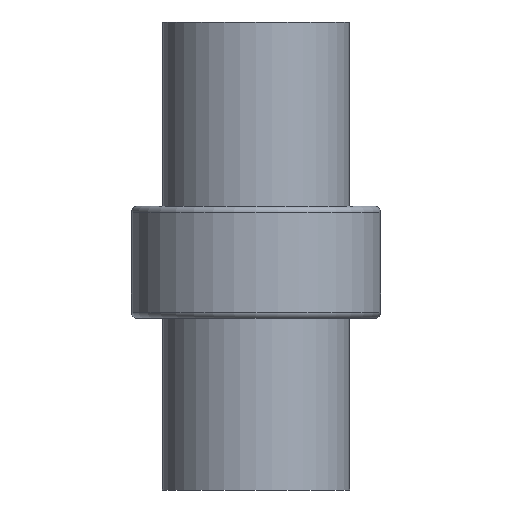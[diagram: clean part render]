
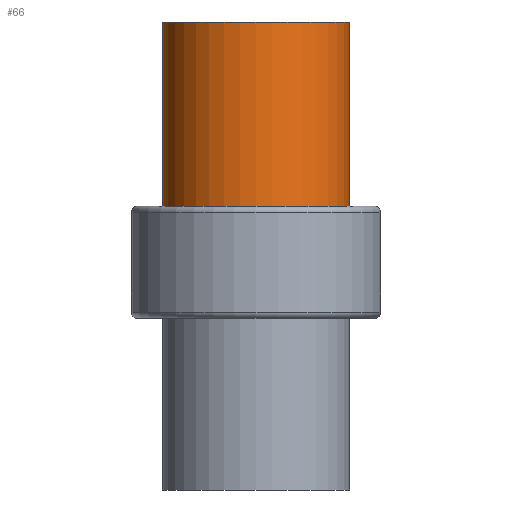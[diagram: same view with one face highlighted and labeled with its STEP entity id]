
A CAD part, left-side view. The second image highlights one B-rep face of the part: STEP entity #66.
In plain terms, the highlighted cylindrical face has radius 30 mm (diameter 60 mm), a full revolution.
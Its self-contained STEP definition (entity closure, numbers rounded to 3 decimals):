
#12 = AXIS2_PLACEMENT_3D ( 'NONE', #769, #148, #258 ) ;
#25 = DIRECTION ( 'NONE',  ( -1., 0., 0. ) ) ;
#66 = ADVANCED_FACE ( 'NONE', ( #431, #533 ), #68, .T. ) ;
#68 = CYLINDRICAL_SURFACE ( 'NONE', #178, 30. ) ;
#72 = AXIS2_PLACEMENT_3D ( 'NONE', #380, #320, #25 ) ;
#110 = EDGE_CURVE ( 'NONE', #559, #559, #706, .T. ) ;
#112 = ORIENTED_EDGE ( 'NONE', *, *, #715, .T. ) ;
#148 = DIRECTION ( 'NONE',  ( 0., 0., 1. ) ) ;
#178 = AXIS2_PLACEMENT_3D ( 'NONE', #314, #245, #544 ) ;
#208 = EDGE_LOOP ( 'NONE', ( #255 ) ) ;
#210 = CIRCLE ( 'NONE', #72, 30. ) ;
#245 = DIRECTION ( 'NONE',  ( 0., 0., 1. ) ) ;
#255 = ORIENTED_EDGE ( 'NONE', *, *, #110, .T. ) ;
#258 = DIRECTION ( 'NONE',  ( 1., 0., 0. ) ) ;
#314 = CARTESIAN_POINT ( 'NONE',  ( 0., 0., -73. ) ) ;
#320 = DIRECTION ( 'NONE',  ( 0., 0., -1. ) ) ;
#349 = CARTESIAN_POINT ( 'NONE',  ( -30., 0., 77. ) ) ;
#380 = CARTESIAN_POINT ( 'NONE',  ( 0., 0., 77. ) ) ;
#431 = FACE_OUTER_BOUND ( 'NONE', #208, .T. ) ;
#449 = CARTESIAN_POINT ( 'NONE',  ( 30., 0., 18. ) ) ;
#533 = FACE_OUTER_BOUND ( 'NONE', #613, .T. ) ;
#544 = DIRECTION ( 'NONE',  ( 1., 0., 0. ) ) ;
#559 = VERTEX_POINT ( 'NONE', #449 ) ;
#613 = EDGE_LOOP ( 'NONE', ( #112 ) ) ;
#679 = VERTEX_POINT ( 'NONE', #349 ) ;
#706 = CIRCLE ( 'NONE', #12, 30. ) ;
#715 = EDGE_CURVE ( 'NONE', #679, #679, #210, .T. ) ;
#769 = CARTESIAN_POINT ( 'NONE',  ( 0., 0., 18. ) ) ;
